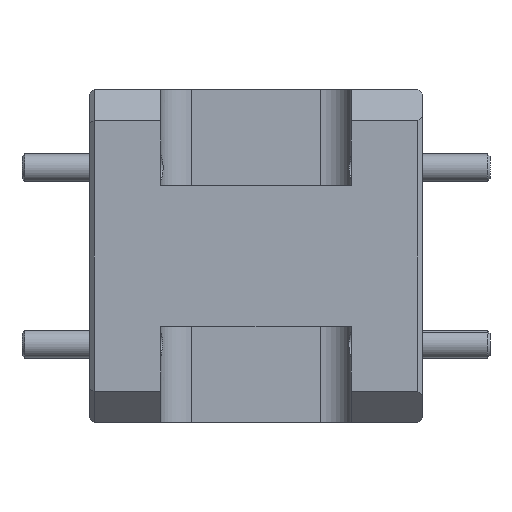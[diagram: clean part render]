
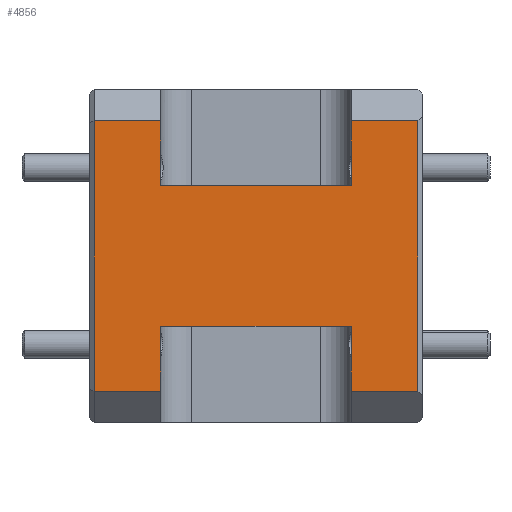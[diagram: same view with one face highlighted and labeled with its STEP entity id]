
A CAD part, left-side view. The second image highlights one B-rep face of the part: STEP entity #4856.
In plain terms, the highlighted planar face has unit normal (-1, 0, 0).
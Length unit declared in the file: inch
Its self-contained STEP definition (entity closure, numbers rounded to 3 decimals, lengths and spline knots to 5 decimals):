
#420 = VERTEX_POINT ( 'NONE', #4708 ) ;
#841 = VERTEX_POINT ( 'NONE', #6010 ) ;
#1057 = EDGE_CURVE ( 'NONE', #15582, #9306, #17812, .T. ) ;
#1106 = DIRECTION ( 'NONE',  ( 1., 0., 0. ) ) ;
#1239 = EDGE_CURVE ( 'NONE', #1980, #13949, #10426, .T. ) ;
#1488 = CARTESIAN_POINT ( 'NONE',  ( -2.12343, -0.37054, 0.86979 ) ) ;
#1625 = DIRECTION ( 'NONE',  ( 0., 0., 1. ) ) ;
#1717 = DIRECTION ( 'NONE',  ( 0., 0., -1. ) ) ;
#1789 = VECTOR ( 'NONE', #14075, 39.37008 ) ;
#1903 = AXIS2_PLACEMENT_3D ( 'NONE', #13784, #1106, #3618 ) ;
#1980 = VERTEX_POINT ( 'NONE', #13480 ) ;
#2024 = VERTEX_POINT ( 'NONE', #12288 ) ;
#2103 = VECTOR ( 'NONE', #13026, 39.37008 ) ;
#2161 = EDGE_CURVE ( 'NONE', #4659, #9392, #9980, .T. ) ;
#3432 = CARTESIAN_POINT ( 'NONE',  ( -2.12343, -0.37054, 1.18679 ) ) ;
#3464 = ORIENTED_EDGE ( 'NONE', *, *, #1057, .T. ) ;
#3503 = VECTOR ( 'NONE', #1625, 39.37008 ) ;
#3618 = DIRECTION ( 'NONE',  ( 0., 1., 0. ) ) ;
#3788 = ORIENTED_EDGE ( 'NONE', *, *, #11930, .T. ) ;
#3822 = VERTEX_POINT ( 'NONE', #11949 ) ;
#3826 = EDGE_CURVE ( 'NONE', #9306, #841, #11683, .T. ) ;
#3843 = CARTESIAN_POINT ( 'NONE',  ( -2.12343, 0.05946, 1.18679 ) ) ;
#4012 = ORIENTED_EDGE ( 'NONE', *, *, #1239, .T. ) ;
#4259 = EDGE_CURVE ( 'NONE', #13949, #16863, #16776, .T. ) ;
#4659 = VERTEX_POINT ( 'NONE', #1488 ) ;
#4708 = CARTESIAN_POINT ( 'NONE',  ( -2.12343, 0.05946, 0.72329 ) ) ;
#4817 = DIRECTION ( 'NONE',  ( 0., -1., 0. ) ) ;
#4856 = ADVANCED_FACE ( 'NONE', ( #14910 ), #5004, .F. ) ;
#5004 = PLANE ( 'NONE',  #1903 ) ;
#5154 = ORIENTED_EDGE ( 'NONE', *, *, #4259, .T. ) ;
#5528 = CARTESIAN_POINT ( 'NONE',  ( -2.12343, -0.37054, 1.33329 ) ) ;
#6010 = CARTESIAN_POINT ( 'NONE',  ( -2.12343, 0.20946, 1.33329 ) ) ;
#6387 = CARTESIAN_POINT ( 'NONE',  ( -2.12343, 0.05946, 1.33329 ) ) ;
#6574 = VECTOR ( 'NONE', #10808, 39.37008 ) ;
#6693 = EDGE_CURVE ( 'NONE', #9577, #16863, #7401, .T. ) ;
#6913 = CARTESIAN_POINT ( 'NONE',  ( -2.12343, 0.21946, 0.72329 ) ) ;
#7401 = LINE ( 'NONE', #11476, #11045 ) ;
#7410 = CARTESIAN_POINT ( 'NONE',  ( -2.12343, -0.37054, 0.86979 ) ) ;
#7446 = ORIENTED_EDGE ( 'NONE', *, *, #15068, .T. ) ;
#7580 = CARTESIAN_POINT ( 'NONE',  ( -2.12343, 0.05946, 1.18679 ) ) ;
#7680 = ORIENTED_EDGE ( 'NONE', *, *, #9719, .T. ) ;
#8184 = ORIENTED_EDGE ( 'NONE', *, *, #2161, .F. ) ;
#8195 = LINE ( 'NONE', #12517, #10184 ) ;
#8621 = VECTOR ( 'NONE', #15897, 39.37008 ) ;
#9306 = VERTEX_POINT ( 'NONE', #6387 ) ;
#9357 = VECTOR ( 'NONE', #1717, 39.37008 ) ;
#9392 = VERTEX_POINT ( 'NONE', #11008 ) ;
#9577 = VERTEX_POINT ( 'NONE', #12006 ) ;
#9719 = EDGE_CURVE ( 'NONE', #3822, #420, #16594, .T. ) ;
#9738 = VECTOR ( 'NONE', #12463, 39.37008 ) ;
#9849 = LINE ( 'NONE', #18220, #1789 ) ;
#9908 = CARTESIAN_POINT ( 'NONE',  ( -2.12343, -0.52054, 1.33329 ) ) ;
#9964 = ORIENTED_EDGE ( 'NONE', *, *, #16307, .F. ) ;
#9980 = LINE ( 'NONE', #15599, #9738 ) ;
#10004 = LINE ( 'NONE', #7410, #2103 ) ;
#10184 = VECTOR ( 'NONE', #13801, 39.37008 ) ;
#10426 = LINE ( 'NONE', #16036, #3503 ) ;
#10671 = ORIENTED_EDGE ( 'NONE', *, *, #17877, .F. ) ;
#10808 = DIRECTION ( 'NONE',  ( 0., 1., 0. ) ) ;
#11008 = CARTESIAN_POINT ( 'NONE',  ( -2.12343, 0.05946, 0.86979 ) ) ;
#11045 = VECTOR ( 'NONE', #14422, 39.37008 ) ;
#11172 = CARTESIAN_POINT ( 'NONE',  ( -2.12343, -0.37054, 1.33329 ) ) ;
#11476 = CARTESIAN_POINT ( 'NONE',  ( -2.12343, -0.37054, 1.18679 ) ) ;
#11644 = CARTESIAN_POINT ( 'NONE',  ( -2.12343, 0.05946, 0.86979 ) ) ;
#11683 = LINE ( 'NONE', #17286, #8621 ) ;
#11930 = EDGE_CURVE ( 'NONE', #2024, #1980, #9849, .T. ) ;
#11949 = CARTESIAN_POINT ( 'NONE',  ( -2.12343, 0.20946, 0.72329 ) ) ;
#12006 = CARTESIAN_POINT ( 'NONE',  ( -2.12343, -0.37054, 1.18679 ) ) ;
#12288 = CARTESIAN_POINT ( 'NONE',  ( -2.12343, -0.37054, 0.72329 ) ) ;
#12346 = EDGE_CURVE ( 'NONE', #4659, #2024, #10004, .T. ) ;
#12432 = VECTOR ( 'NONE', #15151, 39.37008 ) ;
#12463 = DIRECTION ( 'NONE',  ( 0., 1., 0. ) ) ;
#12517 = CARTESIAN_POINT ( 'NONE',  ( -2.12343, 0.20946, 1.40329 ) ) ;
#13026 = DIRECTION ( 'NONE',  ( 0., 0., -1. ) ) ;
#13178 = VECTOR ( 'NONE', #4817, 39.37008 ) ;
#13480 = CARTESIAN_POINT ( 'NONE',  ( -2.12343, -0.52054, 0.72329 ) ) ;
#13784 = CARTESIAN_POINT ( 'NONE',  ( -2.12343, 0.21946, 1.40329 ) ) ;
#13801 = DIRECTION ( 'NONE',  ( 0., 0., -1. ) ) ;
#13835 = VECTOR ( 'NONE', #18068, 39.37008 ) ;
#13949 = VERTEX_POINT ( 'NONE', #9908 ) ;
#14075 = DIRECTION ( 'NONE',  ( 0., -1., 0. ) ) ;
#14422 = DIRECTION ( 'NONE',  ( 0., 0., 1. ) ) ;
#14480 = ORIENTED_EDGE ( 'NONE', *, *, #3826, .T. ) ;
#14910 = FACE_OUTER_BOUND ( 'NONE', #17826, .T. ) ;
#15068 = EDGE_CURVE ( 'NONE', #841, #3822, #8195, .T. ) ;
#15151 = DIRECTION ( 'NONE',  ( 0., 0., 1. ) ) ;
#15582 = VERTEX_POINT ( 'NONE', #7580 ) ;
#15599 = CARTESIAN_POINT ( 'NONE',  ( -2.12343, 0.05946, 0.86979 ) ) ;
#15771 = ORIENTED_EDGE ( 'NONE', *, *, #6693, .F. ) ;
#15785 = LINE ( 'NONE', #11644, #9357 ) ;
#15897 = DIRECTION ( 'NONE',  ( 0., 1., 0. ) ) ;
#16036 = CARTESIAN_POINT ( 'NONE',  ( -2.12343, -0.52054, 1.40329 ) ) ;
#16307 = EDGE_CURVE ( 'NONE', #15582, #9577, #17473, .T. ) ;
#16594 = LINE ( 'NONE', #6913, #13835 ) ;
#16776 = LINE ( 'NONE', #11172, #6574 ) ;
#16863 = VERTEX_POINT ( 'NONE', #5528 ) ;
#17286 = CARTESIAN_POINT ( 'NONE',  ( -2.12343, 0.21946, 1.33329 ) ) ;
#17363 = ORIENTED_EDGE ( 'NONE', *, *, #12346, .T. ) ;
#17473 = LINE ( 'NONE', #3432, #13178 ) ;
#17812 = LINE ( 'NONE', #3843, #12432 ) ;
#17826 = EDGE_LOOP ( 'NONE', ( #14480, #7446, #7680, #10671, #8184, #17363, #3788, #4012, #5154, #15771, #9964, #3464 ) ) ;
#17877 = EDGE_CURVE ( 'NONE', #9392, #420, #15785, .T. ) ;
#18068 = DIRECTION ( 'NONE',  ( 0., -1., 0. ) ) ;
#18220 = CARTESIAN_POINT ( 'NONE',  ( -2.12343, 0.21946, 0.72329 ) ) ;
